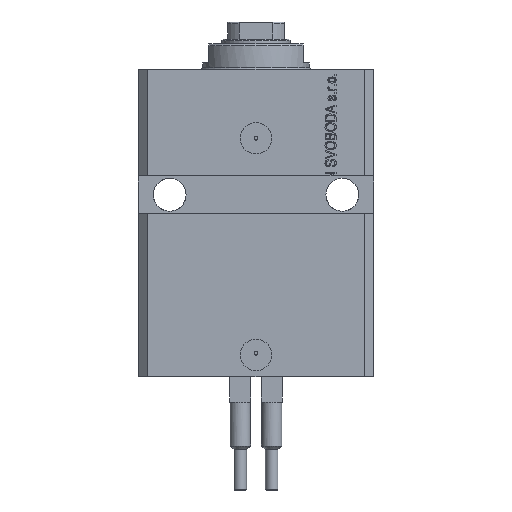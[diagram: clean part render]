
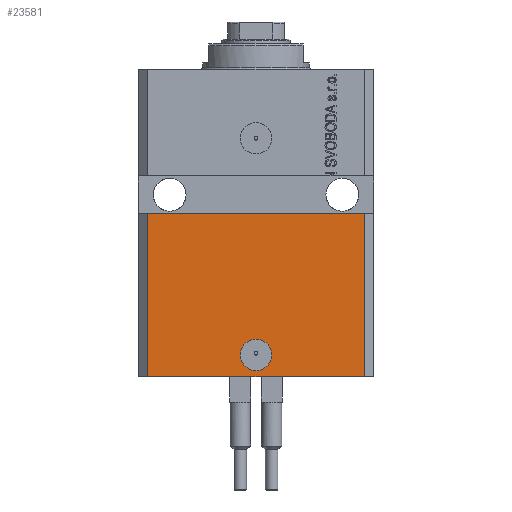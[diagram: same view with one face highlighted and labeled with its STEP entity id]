
A CAD part, front view. The second image highlights one B-rep face of the part: STEP entity #23581.
In plain terms, the highlighted planar face has unit normal (0, -1, 0).
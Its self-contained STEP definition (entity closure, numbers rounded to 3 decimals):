
#1279 = AXIS2_PLACEMENT_3D ( 'NONE', #39847, #35225, #24265 ) ;
#3749 = EDGE_CURVE ( 'NONE', #45482, #25742, #6144, .T. ) ;
#4477 = CARTESIAN_POINT ( 'NONE',  ( -34.5, -27.5, -98. ) ) ;
#4562 = DIRECTION ( 'NONE',  ( 1., 0., 0. ) ) ;
#4715 = DIRECTION ( 'NONE',  ( 0., 0., -1. ) ) ;
#6144 = LINE ( 'NONE', #39995, #8869 ) ;
#6178 = VERTEX_POINT ( 'NONE', #11300 ) ;
#7452 = ORIENTED_EDGE ( 'NONE', *, *, #28239, .F. ) ;
#8127 = FACE_OUTER_BOUND ( 'NONE', #12354, .T. ) ;
#8869 = VECTOR ( 'NONE', #38314, 1000. ) ;
#9230 = VECTOR ( 'NONE', #4562, 1000. ) ;
#9699 = VERTEX_POINT ( 'NONE', #36397 ) ;
#10210 = VECTOR ( 'NONE', #39225, 1000. ) ;
#11300 = CARTESIAN_POINT ( 'NONE',  ( 5., -27.5, -91. ) ) ;
#12354 = EDGE_LOOP ( 'NONE', ( #7452, #46438, #45721, #39594 ) ) ;
#12394 = AXIS2_PLACEMENT_3D ( 'NONE', #16266, #23099, #41849 ) ;
#13390 = EDGE_LOOP ( 'NONE', ( #20473, #29676 ) ) ;
#13642 = CARTESIAN_POINT ( 'NONE',  ( -34.5, -27.5, -98. ) ) ;
#15302 = LINE ( 'NONE', #37704, #9230 ) ;
#15380 = CARTESIAN_POINT ( 'NONE',  ( 34.5, -27.5, -98. ) ) ;
#16266 = CARTESIAN_POINT ( 'NONE',  ( 0., -27.5, -91. ) ) ;
#17299 = LINE ( 'NONE', #13642, #10210 ) ;
#20473 = ORIENTED_EDGE ( 'NONE', *, *, #26572, .F. ) ;
#20714 = EDGE_CURVE ( 'NONE', #25742, #9699, #23172, .T. ) ;
#23002 = PLANE ( 'NONE',  #23287 ) ;
#23099 = DIRECTION ( 'NONE',  ( 0., -1., 0. ) ) ;
#23172 = LINE ( 'NONE', #15380, #31119 ) ;
#23287 = AXIS2_PLACEMENT_3D ( 'NONE', #4477, #41753, #4715 ) ;
#23581 = ADVANCED_FACE ( 'NONE', ( #38094, #8127 ), #23002, .T. ) ;
#24265 = DIRECTION ( 'NONE',  ( 1., 0., 0. ) ) ;
#24846 = CIRCLE ( 'NONE', #12394, 5. ) ;
#25411 = CIRCLE ( 'NONE', #1279, 5. ) ;
#25742 = VERTEX_POINT ( 'NONE', #35609 ) ;
#26572 = EDGE_CURVE ( 'NONE', #6178, #28198, #25411, .T. ) ;
#26823 = DIRECTION ( 'NONE',  ( 0., 0., 1. ) ) ;
#28198 = VERTEX_POINT ( 'NONE', #29199 ) ;
#28239 = EDGE_CURVE ( 'NONE', #39021, #9699, #15302, .T. ) ;
#29199 = CARTESIAN_POINT ( 'NONE',  ( -5., -27.5, -91. ) ) ;
#29676 = ORIENTED_EDGE ( 'NONE', *, *, #30753, .F. ) ;
#30753 = EDGE_CURVE ( 'NONE', #28198, #6178, #24846, .T. ) ;
#30754 = CARTESIAN_POINT ( 'NONE',  ( -34.5, -27.5, -46. ) ) ;
#31119 = VECTOR ( 'NONE', #26823, 1000. ) ;
#34542 = EDGE_CURVE ( 'NONE', #45482, #39021, #17299, .T. ) ;
#35225 = DIRECTION ( 'NONE',  ( 0., -1., 0. ) ) ;
#35609 = CARTESIAN_POINT ( 'NONE',  ( 34.5, -27.5, -98. ) ) ;
#36397 = CARTESIAN_POINT ( 'NONE',  ( 34.5, -27.5, -46. ) ) ;
#37134 = CARTESIAN_POINT ( 'NONE',  ( -34.5, -27.5, -98. ) ) ;
#37704 = CARTESIAN_POINT ( 'NONE',  ( -37.5, -27.5, -46. ) ) ;
#38094 = FACE_BOUND ( 'NONE', #13390, .T. ) ;
#38314 = DIRECTION ( 'NONE',  ( 1., 0., 0. ) ) ;
#39021 = VERTEX_POINT ( 'NONE', #30754 ) ;
#39225 = DIRECTION ( 'NONE',  ( 0., 0., 1. ) ) ;
#39594 = ORIENTED_EDGE ( 'NONE', *, *, #20714, .T. ) ;
#39847 = CARTESIAN_POINT ( 'NONE',  ( 0., -27.5, -91. ) ) ;
#39995 = CARTESIAN_POINT ( 'NONE',  ( -34.5, -27.5, -98. ) ) ;
#41753 = DIRECTION ( 'NONE',  ( 0., -1., 0. ) ) ;
#41849 = DIRECTION ( 'NONE',  ( 1., 0., 0. ) ) ;
#45482 = VERTEX_POINT ( 'NONE', #37134 ) ;
#45721 = ORIENTED_EDGE ( 'NONE', *, *, #3749, .T. ) ;
#46438 = ORIENTED_EDGE ( 'NONE', *, *, #34542, .F. ) ;
